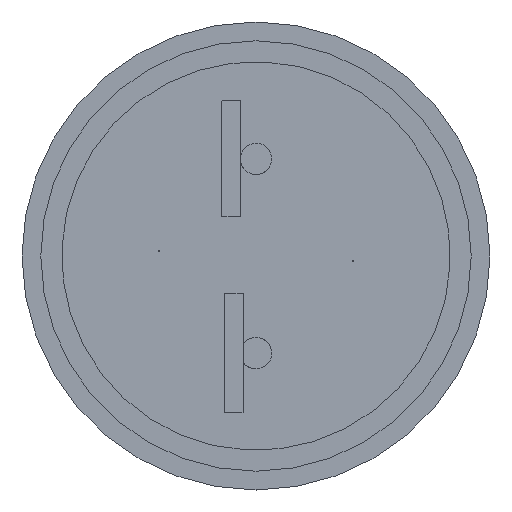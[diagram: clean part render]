
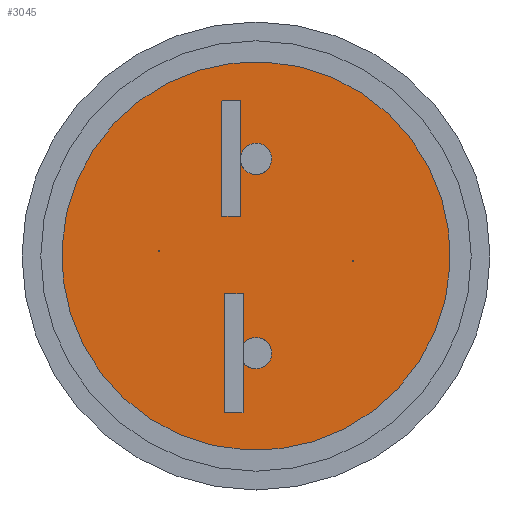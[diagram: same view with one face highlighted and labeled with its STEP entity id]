
A CAD part, front view. The second image highlights one B-rep face of the part: STEP entity #3045.
In plain terms, the highlighted planar face has unit normal (0, -1, 0).
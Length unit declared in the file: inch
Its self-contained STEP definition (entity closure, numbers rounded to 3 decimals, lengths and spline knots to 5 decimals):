
#4 = AXIS2_PLACEMENT_3D ( 'NONE', #780, #781, #782 ) ;
#26 = AXIS2_PLACEMENT_3D ( 'NONE', #487, #488, #489 ) ;
#38 = CIRCLE ( 'NONE', #4, 0.001 ) ;
#59 = CIRCLE ( 'NONE', #26, 0.001 ) ;
#135 = EDGE_CURVE ( 'NONE', #1193, #1221, #1084, .T. ) ;
#146 = EDGE_CURVE ( 'NONE', #1217, #1206, #349, .T. ) ;
#198 = EDGE_CURVE ( 'NONE', #1252, #1349, #407, .T. ) ;
#233 = EDGE_CURVE ( 'NONE', #1206, #1217, #2131, .T. ) ;
#248 = EDGE_CURVE ( 'NONE', #1221, #1193, #2279, .T. ) ;
#268 = EDGE_CURVE ( 'NONE', #1143, #1139, #2270, .T. ) ;
#305 = EDGE_CURVE ( 'NONE', #1283, #1397, #59, .T. ) ;
#349 = CIRCLE ( 'NONE', #351, 0.025 ) ;
#351 = AXIS2_PLACEMENT_3D ( 'NONE', #3659, #3660, #3661 ) ;
#390 = AXIS2_PLACEMENT_3D ( 'NONE', #3818, #3819, #3820 ) ;
#407 = CIRCLE ( 'NONE', #390, 0.001 ) ;
#487 = CARTESIAN_POINT ( 'NONE',  ( -0.1548, -2.23198, 0.00782 ) ) ;
#488 = DIRECTION ( 'NONE',  ( 0., 1., 0. ) ) ;
#489 = DIRECTION ( 'NONE',  ( 0.999, 0., -0.05 ) ) ;
#509 = CARTESIAN_POINT ( 'NONE',  ( -0.3096, -2.23198, 0.01564 ) ) ;
#513 = CARTESIAN_POINT ( 'NONE',  ( 0.3096, -2.23198, -0.01564 ) ) ;
#555 = CARTESIAN_POINT ( 'NONE',  ( -0.02435, -2.23198, -0.16065 ) ) ;
#566 = CARTESIAN_POINT ( 'NONE',  ( 0.02227, -2.23198, 0.14364 ) ) ;
#575 = CARTESIAN_POINT ( 'NONE',  ( -0.02227, -2.23198, 0.16636 ) ) ;
#579 = CARTESIAN_POINT ( 'NONE',  ( 0.02435, -2.23198, -0.14935 ) ) ;
#606 = CARTESIAN_POINT ( 'NONE',  ( 0.1538, -2.23198, -0.00777 ) ) ;
#622 = CARTESIAN_POINT ( 'NONE',  ( -0.1558, -2.23198, 0.00787 ) ) ;
#638 = CARTESIAN_POINT ( 'NONE',  ( 0.1558, -2.23198, -0.00787 ) ) ;
#667 = CARTESIAN_POINT ( 'NONE',  ( -0.1538, -2.23198, 0.00777 ) ) ;
#780 = CARTESIAN_POINT ( 'NONE',  ( -0.1548, -2.23198, 0.00782 ) ) ;
#781 = DIRECTION ( 'NONE',  ( 0., 1., 0. ) ) ;
#782 = DIRECTION ( 'NONE',  ( 0.999, 0., -0.05 ) ) ;
#872 = CARTESIAN_POINT ( 'NONE',  ( 0., -2.23198, 0. ) ) ;
#873 = DIRECTION ( 'NONE',  ( 0., 1., 0. ) ) ;
#874 = DIRECTION ( 'NONE',  ( 0.999, 0., -0.05 ) ) ;
#930 = CARTESIAN_POINT ( 'NONE',  ( 0.1548, -2.23198, -0.00782 ) ) ;
#931 = DIRECTION ( 'NONE',  ( 0., 1., 0. ) ) ;
#933 = DIRECTION ( 'NONE',  ( 0.999, 0., -0.05 ) ) ;
#1027 = AXIS2_PLACEMENT_3D ( 'NONE', #872, #873, #874 ) ;
#1035 = CIRCLE ( 'NONE', #1027, 0.31 ) ;
#1084 = CIRCLE ( 'NONE', #1086, 0.025 ) ;
#1086 = AXIS2_PLACEMENT_3D ( 'NONE', #1841, #1836, #1828 ) ;
#1139 = VERTEX_POINT ( 'NONE', #509 ) ;
#1143 = VERTEX_POINT ( 'NONE', #513 ) ;
#1193 = VERTEX_POINT ( 'NONE', #555 ) ;
#1206 = VERTEX_POINT ( 'NONE', #566 ) ;
#1217 = VERTEX_POINT ( 'NONE', #575 ) ;
#1221 = VERTEX_POINT ( 'NONE', #579 ) ;
#1246 = EDGE_LOOP ( 'NONE', ( #2527, #2561 ) ) ;
#1252 = VERTEX_POINT ( 'NONE', #606 ) ;
#1265 = EDGE_LOOP ( 'NONE', ( #2312, #2393 ) ) ;
#1267 = EDGE_LOOP ( 'NONE', ( #2501, #2422 ) ) ;
#1283 = VERTEX_POINT ( 'NONE', #622 ) ;
#1304 = EDGE_LOOP ( 'NONE', ( #2311, #2509 ) ) ;
#1314 = EDGE_LOOP ( 'NONE', ( #2364, #2307 ) ) ;
#1349 = VERTEX_POINT ( 'NONE', #638 ) ;
#1397 = VERTEX_POINT ( 'NONE', #667 ) ;
#1828 = DIRECTION ( 'NONE',  ( 0., 0., 1. ) ) ;
#1836 = DIRECTION ( 'NONE',  ( 0., 1., 0. ) ) ;
#1841 = CARTESIAN_POINT ( 'NONE',  ( 0., -2.23198, -0.155 ) ) ;
#2131 = CIRCLE ( 'NONE', #2144, 0.025 ) ;
#2144 = AXIS2_PLACEMENT_3D ( 'NONE', #3920, #3921, #3922 ) ;
#2270 = CIRCLE ( 'NONE', #2271, 0.31 ) ;
#2271 = AXIS2_PLACEMENT_3D ( 'NONE', #4026, #4027, #4028 ) ;
#2279 = CIRCLE ( 'NONE', #2285, 0.025 ) ;
#2285 = AXIS2_PLACEMENT_3D ( 'NONE', #3967, #3968, #3969 ) ;
#2307 = ORIENTED_EDGE ( 'NONE', *, *, #233, .T. ) ;
#2311 = ORIENTED_EDGE ( 'NONE', *, *, #2823, .T. ) ;
#2312 = ORIENTED_EDGE ( 'NONE', *, *, #2806, .F. ) ;
#2364 = ORIENTED_EDGE ( 'NONE', *, *, #146, .T. ) ;
#2393 = ORIENTED_EDGE ( 'NONE', *, *, #268, .F. ) ;
#2422 = ORIENTED_EDGE ( 'NONE', *, *, #305, .T. ) ;
#2501 = ORIENTED_EDGE ( 'NONE', *, *, #2777, .T. ) ;
#2509 = ORIENTED_EDGE ( 'NONE', *, *, #198, .T. ) ;
#2527 = ORIENTED_EDGE ( 'NONE', *, *, #135, .T. ) ;
#2561 = ORIENTED_EDGE ( 'NONE', *, *, #248, .T. ) ;
#2653 = AXIS2_PLACEMENT_3D ( 'NONE', #930, #931, #933 ) ;
#2698 = CIRCLE ( 'NONE', #2653, 0.001 ) ;
#2739 = AXIS2_PLACEMENT_3D ( 'NONE', #3213, #3217, #3218 ) ;
#2777 = EDGE_CURVE ( 'NONE', #1397, #1283, #38, .T. ) ;
#2806 = EDGE_CURVE ( 'NONE', #1139, #1143, #1035, .T. ) ;
#2823 = EDGE_CURVE ( 'NONE', #1349, #1252, #2698, .T. ) ;
#3045 = ADVANCED_FACE ( 'NONE', ( #3210, #3212, #3214, #3216, #3209 ), #3206, .F. ) ;
#3206 = PLANE ( 'NONE',  #2739 ) ;
#3209 = FACE_BOUND ( 'NONE', #1246, .T. ) ;
#3210 = FACE_BOUND ( 'NONE', #1314, .T. ) ;
#3212 = FACE_BOUND ( 'NONE', #1267, .T. ) ;
#3213 = CARTESIAN_POINT ( 'NONE',  ( 0., -2.23198, 0. ) ) ;
#3214 = FACE_BOUND ( 'NONE', #1304, .T. ) ;
#3216 = FACE_OUTER_BOUND ( 'NONE', #1265, .T. ) ;
#3217 = DIRECTION ( 'NONE',  ( 0., 1., 0. ) ) ;
#3218 = DIRECTION ( 'NONE',  ( 0.999, 0., -0.05 ) ) ;
#3659 = CARTESIAN_POINT ( 'NONE',  ( 0., -2.23198, 0.155 ) ) ;
#3660 = DIRECTION ( 'NONE',  ( 0., 1., 0. ) ) ;
#3661 = DIRECTION ( 'NONE',  ( 0., 0., 1. ) ) ;
#3818 = CARTESIAN_POINT ( 'NONE',  ( 0.1548, -2.23198, -0.00782 ) ) ;
#3819 = DIRECTION ( 'NONE',  ( 0., 1., 0. ) ) ;
#3820 = DIRECTION ( 'NONE',  ( 0.999, 0., -0.05 ) ) ;
#3920 = CARTESIAN_POINT ( 'NONE',  ( 0., -2.23198, 0.155 ) ) ;
#3921 = DIRECTION ( 'NONE',  ( 0., 1., 0. ) ) ;
#3922 = DIRECTION ( 'NONE',  ( 0., 0., 1. ) ) ;
#3967 = CARTESIAN_POINT ( 'NONE',  ( 0., -2.23198, -0.155 ) ) ;
#3968 = DIRECTION ( 'NONE',  ( 0., 1., 0. ) ) ;
#3969 = DIRECTION ( 'NONE',  ( 0., 0., 1. ) ) ;
#4026 = CARTESIAN_POINT ( 'NONE',  ( 0., -2.23198, 0. ) ) ;
#4027 = DIRECTION ( 'NONE',  ( 0., 1., 0. ) ) ;
#4028 = DIRECTION ( 'NONE',  ( 0.999, 0., -0.05 ) ) ;
